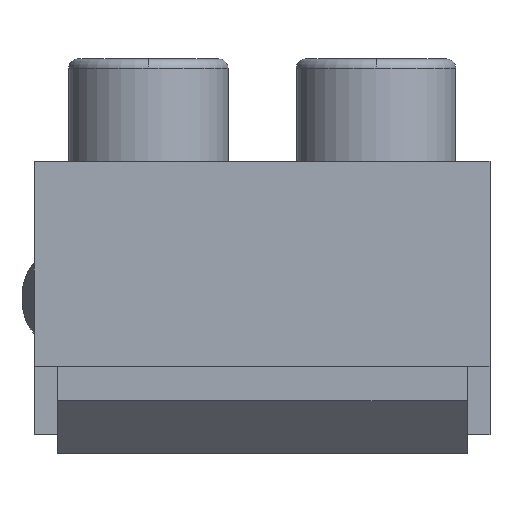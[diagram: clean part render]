
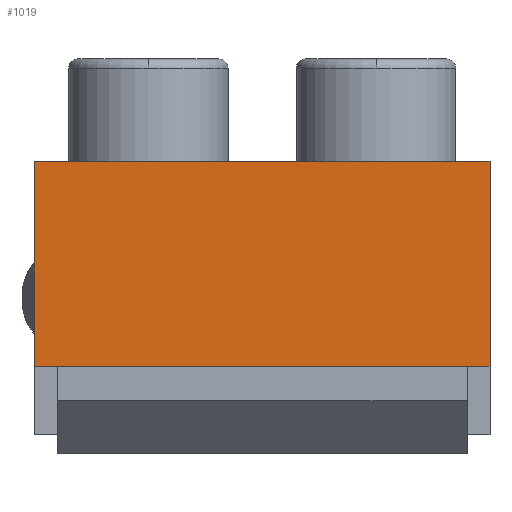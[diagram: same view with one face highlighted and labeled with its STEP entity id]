
A CAD part, left-side view. The second image highlights one B-rep face of the part: STEP entity #1019.
In plain terms, the highlighted planar face has unit normal (-1, 0, 0).
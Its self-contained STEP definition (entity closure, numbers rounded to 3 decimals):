
#766=CARTESIAN_POINT('POINT60',(-29.,10.,
   -3.));
#767=VERTEX_POINT('VERTEX60',#766);
#775=CARTESIAN_POINT('POINT61',(-29.,-10.,-3.));
#776=VERTEX_POINT('VERTEX61',#775);
#783=CARTESIAN_POINT('POS77',(-29.,-5.,-3.
   ));
#784=DIRECTION('DIR116',(0.,-1.,0.));
#785=VECTOR('VEC38',#784,10.);
#786=LINE('STRAIGHT38',#783,#785);
#787=EDGE_CURVE('EDGE84',#767,#776,#786,.T.);
#989=ORIENTED_EDGE('COEDGE163',*,*,#787,.T.);
#990=CARTESIAN_POINT('POINT72',(-29.,-10.,6.));
#991=VERTEX_POINT('VERTEX72',#990);
#992=CARTESIAN_POINT('POS98',(-29.,-10.,0.));
#993=DIRECTION('DIR148',(0.,0.,-1.));
#994=VECTOR('VEC48',#993,10.);
#995=LINE('STRAIGHT48',#992,#994);
#996=EDGE_CURVE('EDGE104',#991,#776,#995,.T.);
#997=ORIENTED_EDGE('COEDGE164',*,*,#996,.F.);
#998=CARTESIAN_POINT('POINT73',(-29.,10.,6.
   ));
#999=VERTEX_POINT('VERTEX73',#998);
#1000=CARTESIAN_POINT('POS99',(-29.,10.,6.)
   );
#1001=DIRECTION('DIR149',(0.,1.,0.));
#1002=VECTOR('VEC49',#1001,10.);
#1003=LINE('STRAIGHT49',#1000,#1002);
#1004=EDGE_CURVE('EDGE105',#991,#999,#1003,.T.);
#1005=ORIENTED_EDGE('COEDGE165',*,*,#1004,.T.);
#1006=CARTESIAN_POINT('POS100',(-29.,10.,0.
   ));
#1007=DIRECTION('DIR150',(0.,0.,1.));
#1008=VECTOR('VEC50',#1007,10.);
#1009=LINE('STRAIGHT50',#1006,#1008);
#1010=EDGE_CURVE('EDGE106',#767,#999,#1009,.T.);
#1011=ORIENTED_EDGE('COEDGE166',*,*,#1010,.F.);
#1012=EDGE_LOOP('NONE',(#989,#997,#1005,#1011));
#1013=FACE_BOUND('LOOP1',#1012,.T.);
#1014=CARTESIAN_POINT('POS101',(-29.,0.,
   0.));
#1015=DIRECTION('DIR151',(-1.,0.,0.));
#1016=DIRECTION('DIR152',(0.,1.,0.));
#1017=AXIS2_PLACEMENT_3D('AXIS51',#1014,#1015,#1016);
#1018=PLANE('PLANE11',#1017);
#1019=ADVANCED_FACE('FACE40',(#1013),#1018,.T.);
